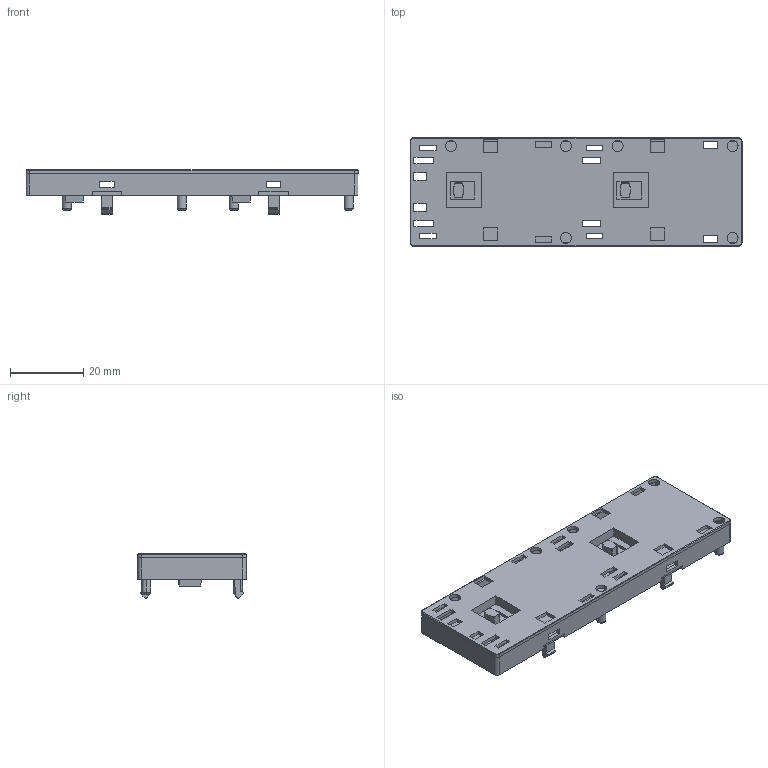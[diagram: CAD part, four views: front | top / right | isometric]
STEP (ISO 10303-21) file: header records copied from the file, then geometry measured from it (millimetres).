
FILE_DESCRIPTION (( 'STEP AP214' ), '1' );
FILE_NAME ('RMC0.STEP', '2014-02-03T18:32:18', ( '' ), ( '' ), 'SwSTEP 2.0', 'SolidWorks 2013', '' );
FILE_SCHEMA (( 'AUTOMOTIVE_DESIGN' ));
Length unit declared in the file: millimetre
Products named in the file (1): RMC0
Bounding box: 90.6 x 29.6 x 12.1 mm (x, y, z)
Volume: 6864.5 mm3; surface area: 14859.5 mm2
Topology: 8 solids, 8 shells, 381 faces, 1018 edges, 672 vertices
Faces by surface type: plane 307, cylinder 44, torus 16, cone 14
Entity records: 15284 total; most frequent: CARTESIAN_POINT 2072, ORIENTED_EDGE 2036, DIRECTION 1926, EDGE_CURVE 1018, VECTOR 874, LINE 874, VERTEX_POINT 672, AXIS2_PLACEMENT_3D 526
